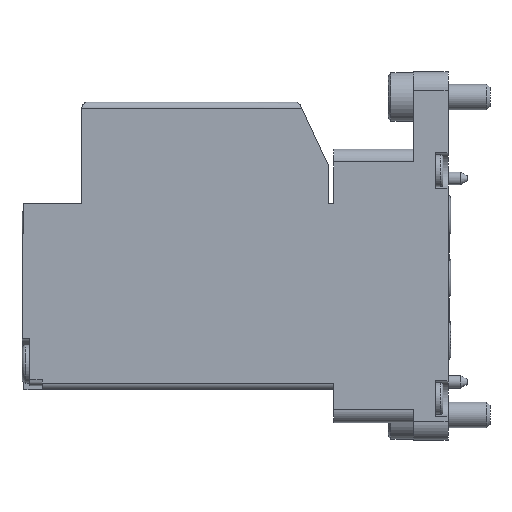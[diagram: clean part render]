
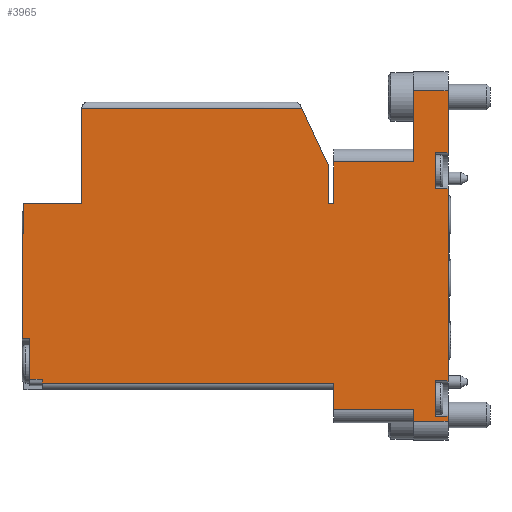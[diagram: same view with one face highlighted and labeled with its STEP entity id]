
A CAD part, left-side view. The second image highlights one B-rep face of the part: STEP entity #3965.
In plain terms, the highlighted planar face has unit normal (-1, 0, 0).
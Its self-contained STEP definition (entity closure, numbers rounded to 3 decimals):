
#374=ORIENTED_EDGE('',*,*,#1520,.F.);
#375=ORIENTED_EDGE('',*,*,#1521,.T.);
#376=ORIENTED_EDGE('',*,*,#1522,.T.);
#377=ORIENTED_EDGE('',*,*,#1491,.T.);
#378=ORIENTED_EDGE('',*,*,#1523,.F.);
#379=ORIENTED_EDGE('',*,*,#1524,.T.);
#380=ORIENTED_EDGE('',*,*,#1525,.T.);
#381=ORIENTED_EDGE('',*,*,#1487,.T.);
#382=ORIENTED_EDGE('',*,*,#1526,.F.);
#383=ORIENTED_EDGE('',*,*,#1527,.F.);
#384=ORIENTED_EDGE('',*,*,#1528,.F.);
#385=ORIENTED_EDGE('',*,*,#1529,.F.);
#386=ORIENTED_EDGE('',*,*,#1530,.F.);
#387=ORIENTED_EDGE('',*,*,#1531,.F.);
#388=ORIENTED_EDGE('',*,*,#1532,.F.);
#389=ORIENTED_EDGE('',*,*,#1533,.T.);
#390=ORIENTED_EDGE('',*,*,#1534,.F.);
#391=ORIENTED_EDGE('',*,*,#1535,.F.);
#392=ORIENTED_EDGE('',*,*,#1536,.F.);
#393=ORIENTED_EDGE('',*,*,#1537,.F.);
#394=ORIENTED_EDGE('',*,*,#1538,.F.);
#395=ORIENTED_EDGE('',*,*,#1539,.T.);
#396=ORIENTED_EDGE('',*,*,#1540,.F.);
#397=ORIENTED_EDGE('',*,*,#1541,.T.);
#398=ORIENTED_EDGE('',*,*,#1542,.F.);
#399=ORIENTED_EDGE('',*,*,#1543,.F.);
#400=ORIENTED_EDGE('',*,*,#1544,.F.);
#401=ORIENTED_EDGE('',*,*,#1545,.T.);
#402=ORIENTED_EDGE('',*,*,#1546,.F.);
#403=ORIENTED_EDGE('',*,*,#1547,.T.);
#404=ORIENTED_EDGE('',*,*,#1471,.T.);
#1471=EDGE_CURVE('',#2041,#2040,#2441,.T.);
#1487=EDGE_CURVE('',#2057,#2056,#2451,.T.);
#1491=EDGE_CURVE('',#2061,#2060,#2454,.T.);
#1520=EDGE_CURVE('',#2089,#2040,#2464,.T.);
#1521=EDGE_CURVE('',#2089,#2090,#2465,.T.);
#1522=EDGE_CURVE('',#2090,#2061,#2466,.T.);
#1523=EDGE_CURVE('',#2091,#2060,#2467,.T.);
#1524=EDGE_CURVE('',#2091,#2092,#2468,.T.);
#1525=EDGE_CURVE('',#2092,#2057,#2469,.T.);
#1526=EDGE_CURVE('',#2093,#2056,#2470,.T.);
#1527=EDGE_CURVE('',#2094,#2093,#2471,.T.);
#1528=EDGE_CURVE('',#2095,#2094,#2472,.T.);
#1529=EDGE_CURVE('',#2096,#2095,#2473,.T.);
#1530=EDGE_CURVE('',#2097,#2096,#2474,.T.);
#1531=EDGE_CURVE('',#2098,#2097,#2475,.T.);
#1532=EDGE_CURVE('',#2099,#2098,#2476,.T.);
#1533=EDGE_CURVE('',#2099,#2036,#2477,.T.);
#1534=EDGE_CURVE('',#2100,#2036,#2478,.T.);
#1535=EDGE_CURVE('',#2101,#2100,#2479,.T.);
#1536=EDGE_CURVE('',#2102,#2101,#2480,.T.);
#1537=EDGE_CURVE('',#2103,#2102,#2481,.T.);
#1538=EDGE_CURVE('',#2104,#2103,#2482,.T.);
#1539=EDGE_CURVE('',#2104,#2105,#2483,.T.);
#1540=EDGE_CURVE('',#2106,#2105,#2484,.T.);
#1541=EDGE_CURVE('',#2106,#2107,#2485,.T.);
#1542=EDGE_CURVE('',#2108,#2107,#2486,.T.);
#1543=EDGE_CURVE('',#2109,#2108,#2487,.T.);
#1544=EDGE_CURVE('',#2110,#2109,#2488,.T.);
#1545=EDGE_CURVE('',#2110,#2111,#2489,.T.);
#1546=EDGE_CURVE('',#2112,#2111,#2490,.T.);
#1547=EDGE_CURVE('',#2112,#2041,#2491,.T.);
#2036=VERTEX_POINT('',#5889);
#2040=VERTEX_POINT('',#5898);
#2041=VERTEX_POINT('',#5900);
#2056=VERTEX_POINT('',#5930);
#2057=VERTEX_POINT('',#5932);
#2060=VERTEX_POINT('',#5938);
#2061=VERTEX_POINT('',#5940);
#2089=VERTEX_POINT('',#5998);
#2090=VERTEX_POINT('',#6000);
#2091=VERTEX_POINT('',#6003);
#2092=VERTEX_POINT('',#6005);
#2093=VERTEX_POINT('',#6008);
#2094=VERTEX_POINT('',#6010);
#2095=VERTEX_POINT('',#6012);
#2096=VERTEX_POINT('',#6014);
#2097=VERTEX_POINT('',#6016);
#2098=VERTEX_POINT('',#6018);
#2099=VERTEX_POINT('',#6020);
#2100=VERTEX_POINT('',#6023);
#2101=VERTEX_POINT('',#6025);
#2102=VERTEX_POINT('',#6027);
#2103=VERTEX_POINT('',#6029);
#2104=VERTEX_POINT('',#6031);
#2105=VERTEX_POINT('',#6033);
#2106=VERTEX_POINT('',#6035);
#2107=VERTEX_POINT('',#6037);
#2108=VERTEX_POINT('',#6039);
#2109=VERTEX_POINT('',#6041);
#2110=VERTEX_POINT('',#6043);
#2111=VERTEX_POINT('',#6045);
#2112=VERTEX_POINT('',#6047);
#2441=LINE('',#5899,#2860);
#2451=LINE('',#5931,#2870);
#2454=LINE('',#5939,#2873);
#2464=LINE('',#5997,#2883);
#2465=LINE('',#5999,#2884);
#2466=LINE('',#6001,#2885);
#2467=LINE('',#6002,#2886);
#2468=LINE('',#6004,#2887);
#2469=LINE('',#6006,#2888);
#2470=LINE('',#6007,#2889);
#2471=LINE('',#6009,#2890);
#2472=LINE('',#6011,#2891);
#2473=LINE('',#6013,#2892);
#2474=LINE('',#6015,#2893);
#2475=LINE('',#6017,#2894);
#2476=LINE('',#6019,#2895);
#2477=LINE('',#6021,#2896);
#2478=LINE('',#6022,#2897);
#2479=LINE('',#6024,#2898);
#2480=LINE('',#6026,#2899);
#2481=LINE('',#6028,#2900);
#2482=LINE('',#6030,#2901);
#2483=LINE('',#6032,#2902);
#2484=LINE('',#6034,#2903);
#2485=LINE('',#6036,#2904);
#2486=LINE('',#6038,#2905);
#2487=LINE('',#6040,#2906);
#2488=LINE('',#6042,#2907);
#2489=LINE('',#6044,#2908);
#2490=LINE('',#6046,#2909);
#2491=LINE('',#6048,#2910);
#2860=VECTOR('',#4671,1000.);
#2870=VECTOR('',#4693,1000.);
#2873=VECTOR('',#4698,1000.);
#2883=VECTOR('',#4748,1000.);
#2884=VECTOR('',#4749,1000.);
#2885=VECTOR('',#4750,1000.);
#2886=VECTOR('',#4751,1000.);
#2887=VECTOR('',#4752,1000.);
#2888=VECTOR('',#4753,1000.);
#2889=VECTOR('',#4754,1000.);
#2890=VECTOR('',#4755,1000.);
#2891=VECTOR('',#4756,1000.);
#2892=VECTOR('',#4757,1000.);
#2893=VECTOR('',#4758,1000.);
#2894=VECTOR('',#4759,1000.);
#2895=VECTOR('',#4760,1000.);
#2896=VECTOR('',#4761,1000.);
#2897=VECTOR('',#4762,1000.);
#2898=VECTOR('',#4763,1000.);
#2899=VECTOR('',#4764,1000.);
#2900=VECTOR('',#4765,1000.);
#2901=VECTOR('',#4766,1000.);
#2902=VECTOR('',#4767,1000.);
#2903=VECTOR('',#4768,1000.);
#2904=VECTOR('',#4769,1000.);
#2905=VECTOR('',#4770,1000.);
#2906=VECTOR('',#4771,1000.);
#2907=VECTOR('',#4772,1000.);
#2908=VECTOR('',#4773,1000.);
#2909=VECTOR('',#4774,1000.);
#2910=VECTOR('',#4775,1000.);
#3243=EDGE_LOOP('',(#374,#375,#376,#377,#378,#379,#380,#381,#382,#383,#384,
#385,#386,#387,#388,#389,#390,#391,#392,#393,#394,#395,#396,#397,#398,#399,
#400,#401,#402,#403,#404));
#3530=FACE_BOUND('',#3243,.T.);
#3808=PLANE('',#4244);
#3965=ADVANCED_FACE('',(#3530),#3808,.F.);
#4244=AXIS2_PLACEMENT_3D('',#5996,#4746,#4747);
#4671=DIRECTION('',(0.,0.,1.));
#4693=DIRECTION('',(0.,0.,1.));
#4698=DIRECTION('',(0.,0.,1.));
#4746=DIRECTION('',(1.,0.,0.));
#4747=DIRECTION('',(0.,0.,-1.));
#4748=DIRECTION('',(0.,-1.,0.));
#4749=DIRECTION('',(0.,0.,1.));
#4750=DIRECTION('',(0.,-1.,0.));
#4751=DIRECTION('',(0.,-1.,0.));
#4752=DIRECTION('',(0.,0.,1.));
#4753=DIRECTION('',(0.,-1.,0.));
#4754=DIRECTION('',(0.,-1.,0.));
#4755=DIRECTION('',(0.,0.,1.));
#4756=DIRECTION('',(0.,-1.,0.));
#4757=DIRECTION('',(0.,0.,1.));
#4758=DIRECTION('',(0.,-1.,0.));
#4759=DIRECTION('',(0.,0.,-1.));
#4760=DIRECTION('',(0.,-0.423,-0.906));
#4761=DIRECTION('',(0.,1.,0.));
#4762=DIRECTION('',(0.,0.,1.));
#4763=DIRECTION('',(0.,-1.,0.));
#4764=DIRECTION('',(0.,0.,1.));
#4765=DIRECTION('',(0.,-1.,0.));
#4766=DIRECTION('',(0.,0.,1.));
#4767=DIRECTION('',(0.,-1.,0.));
#4768=DIRECTION('',(0.,0.,1.));
#4769=DIRECTION('',(0.,-1.,0.));
#4770=DIRECTION('',(0.,0.,1.));
#4771=DIRECTION('',(0.,1.,0.));
#4772=DIRECTION('',(0.,0.,1.));
#4773=DIRECTION('',(0.,-1.,0.));
#4774=DIRECTION('',(0.,0.,1.));
#4775=DIRECTION('',(0.,-1.,0.));
#5889=CARTESIAN_POINT('',(-5.,28.8,11.6));
#5898=CARTESIAN_POINT('',(-5.,0.,-12.6));
#5899=CARTESIAN_POINT('',(-5.,0.,-14.5));
#5900=CARTESIAN_POINT('',(-5.,0.,-13.));
#5930=CARTESIAN_POINT('',(-5.,0.,13.));
#5931=CARTESIAN_POINT('',(-5.,0.,-14.5));
#5932=CARTESIAN_POINT('',(-5.,0.,8.1));
#5938=CARTESIAN_POINT('',(-5.,0.,5.3));
#5939=CARTESIAN_POINT('',(-5.,0.,-14.5));
#5940=CARTESIAN_POINT('',(-5.,0.,-9.8));
#5996=CARTESIAN_POINT('',(-5.,2.7,-14.5));
#5997=CARTESIAN_POINT('',(-5.,1.,-12.6));
#5998=CARTESIAN_POINT('',(-5.,1.,-12.6));
#5999=CARTESIAN_POINT('',(-5.,1.,-12.6));
#6000=CARTESIAN_POINT('',(-5.,1.,-9.8));
#6001=CARTESIAN_POINT('',(-5.,1.,-9.8));
#6002=CARTESIAN_POINT('',(-5.,1.,5.3));
#6003=CARTESIAN_POINT('',(-5.,1.,5.3));
#6004=CARTESIAN_POINT('',(-5.,1.,5.3));
#6005=CARTESIAN_POINT('',(-5.,1.,8.1));
#6006=CARTESIAN_POINT('',(-5.,1.,8.1));
#6007=CARTESIAN_POINT('',(-5.,2.7,13.));
#6008=CARTESIAN_POINT('',(-5.,2.7,13.));
#6009=CARTESIAN_POINT('',(-5.,2.7,-14.5));
#6010=CARTESIAN_POINT('',(-5.,2.7,7.4));
#6011=CARTESIAN_POINT('',(-5.,9.,7.4));
#6012=CARTESIAN_POINT('',(-5.,9.,7.4));
#6013=CARTESIAN_POINT('',(-5.,9.,-14.1));
#6014=CARTESIAN_POINT('',(-5.,9.,4.1));
#6015=CARTESIAN_POINT('',(-5.,9.4,4.1));
#6016=CARTESIAN_POINT('',(-5.,9.4,4.1));
#6017=CARTESIAN_POINT('',(-5.,9.4,7.1));
#6018=CARTESIAN_POINT('',(-5.,9.4,7.1));
#6019=CARTESIAN_POINT('',(-5.,11.732,12.1));
#6020=CARTESIAN_POINT('',(-5.,11.498,11.6));
#6021=CARTESIAN_POINT('',(-5.,9.,11.6));
#6022=CARTESIAN_POINT('',(-5.,28.8,4.1));
#6023=CARTESIAN_POINT('',(-5.,28.8,4.1));
#6024=CARTESIAN_POINT('',(-5.,33.35,4.1));
#6025=CARTESIAN_POINT('',(-5.,33.35,4.1));
#6026=CARTESIAN_POINT('',(-5.,33.35,1.8));
#6027=CARTESIAN_POINT('',(-5.,33.35,1.8));
#6028=CARTESIAN_POINT('',(-5.,33.5,1.8));
#6029=CARTESIAN_POINT('',(-5.,33.5,1.8));
#6030=CARTESIAN_POINT('',(-5.,33.5,-8.2));
#6031=CARTESIAN_POINT('',(-5.,33.5,-6.5));
#6032=CARTESIAN_POINT('',(-5.,33.5,-6.5));
#6033=CARTESIAN_POINT('',(-5.,32.9,-6.5));
#6034=CARTESIAN_POINT('',(-5.,32.9,-9.7));
#6035=CARTESIAN_POINT('',(-5.,32.9,-9.7));
#6036=CARTESIAN_POINT('',(-5.,32.9,-9.7));
#6037=CARTESIAN_POINT('',(-5.,31.9,-9.7));
#6038=CARTESIAN_POINT('',(-5.,31.9,-10.5));
#6039=CARTESIAN_POINT('',(-5.,31.9,-10.));
#6040=CARTESIAN_POINT('',(-5.,9.,-10.));
#6041=CARTESIAN_POINT('',(-5.,9.,-10.));
#6042=CARTESIAN_POINT('',(-5.,9.,-14.1));
#6043=CARTESIAN_POINT('',(-5.,9.,-12.1));
#6044=CARTESIAN_POINT('',(-5.,9.,-12.1));
#6045=CARTESIAN_POINT('',(-5.,2.7,-12.1));
#6046=CARTESIAN_POINT('',(-5.,2.7,-14.5));
#6047=CARTESIAN_POINT('',(-5.,2.7,-13.));
#6048=CARTESIAN_POINT('',(-5.,2.7,-13.));
